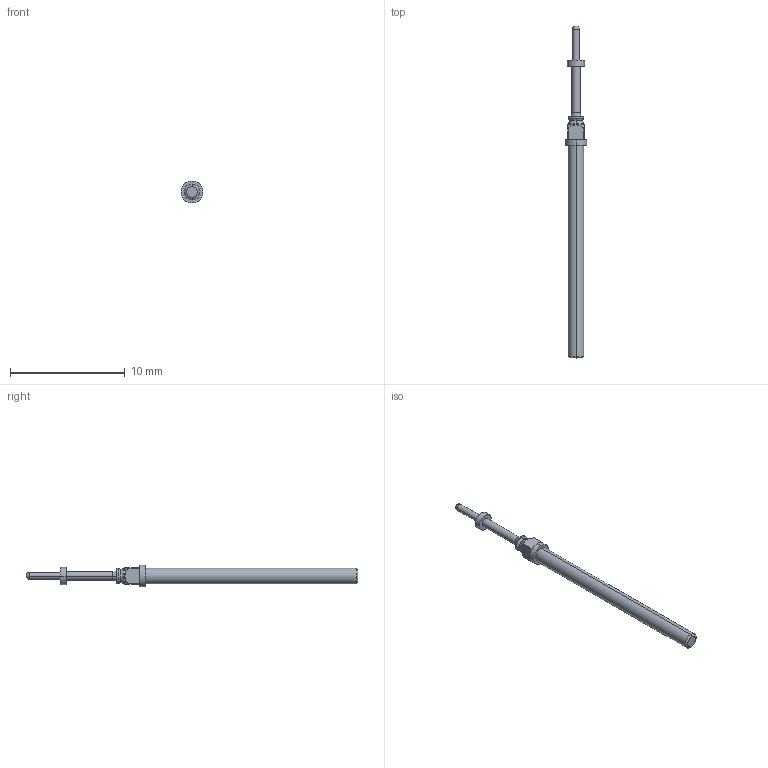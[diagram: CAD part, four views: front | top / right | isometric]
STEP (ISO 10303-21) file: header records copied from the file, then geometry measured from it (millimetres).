
FILE_DESCRIPTION (( 'STEP AP203' ), '1' );
FILE_NAME ('INGUN_T-899 305 060 300 150Axx02M.STEP', '2021-08-06T14:13:54', ( '' ), ( '' ), 'SwSTEP 2.0', 'SolidWorks 2018', '' );
FILE_SCHEMA (( 'CONFIG_CONTROL_DESIGN' ));
Length unit declared in the file: millimetre
Products named in the file (1): INGUN_T-899 305 060 300 150Axx02M
Bounding box: 1.9 x 28.9 x 1.9 mm (x, y, z)
Volume: 35.7 mm3; surface area: 118.4 mm2
Topology: 1 solids, 1 shells, 39 faces, 88 edges, 55 vertices
Faces by surface type: cylinder 14, plane 14, cone 6, torus 4, sphere 1
Entity records: 1191 total; most frequent: CARTESIAN_POINT 218, DIRECTION 208, ORIENTED_EDGE 172, AXIS2_PLACEMENT_3D 88, EDGE_CURVE 86, VERTEX_POINT 54, CIRCLE 48, EDGE_LOOP 44
